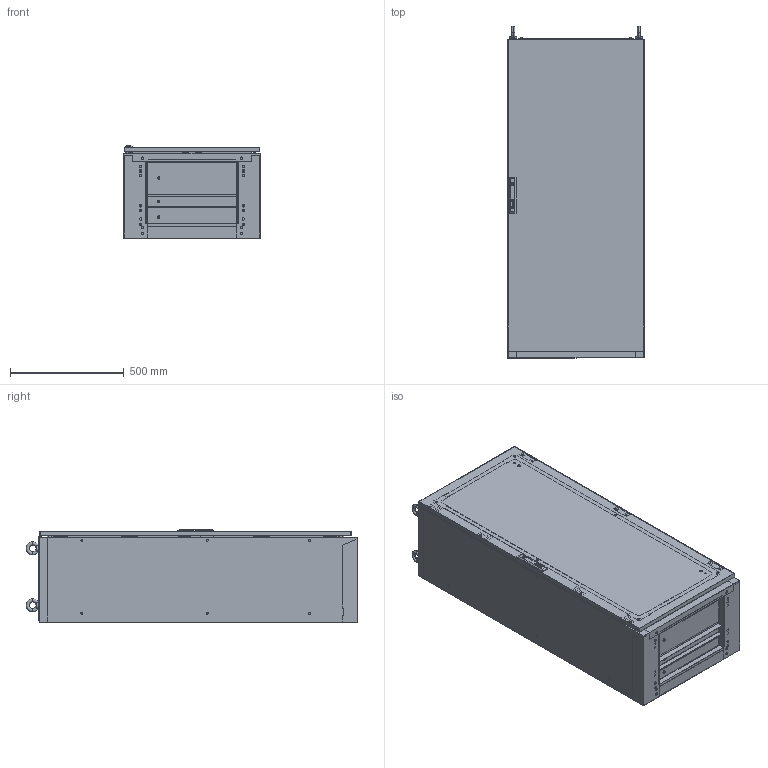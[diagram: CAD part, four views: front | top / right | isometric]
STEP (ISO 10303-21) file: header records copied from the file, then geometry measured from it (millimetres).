
FILE_DESCRIPTION (( 'STEP AP214' ), '1' );
FILE_NAME ('0390-6014-40-17.step', '2022-07-28T11:15:17', ( '' ), ( '' ), 'SwSTEP 2.0', 'SolidWorks 2019', '' );
FILE_SCHEMA (( 'AUTOMOTIVE_DESIGN' ));
Length unit declared in the file: millimetre
Products named in the file (14): MontageplatteZubehoer_s; arretierwinkel_li_s; Dachplatte_ss_0390-6000-40-07; 0390-6014-40-17; rasthalterung_re_s; arretierwinkel_re_s; Montageplatte_s_6014; TuerR_s_0395-6014-00-97; MontageplatteKPL_s_0348-6014-00-13; MPGleitschuh_s; Bodenplattensatz_s_0396-6000-40-03; Korpus_ss_6014-40; rasthalterung_li_s; 3080-9036-03-48 Schutzleiterschraube
Assembly tree (14 placements, depth 4):
  0390-6014-40-17
    Korpus_ss_6014-40
    TuerR_s_0395-6014-00-97
    Dachplatte_ss_0390-6000-40-07
    Bodenplattensatz_s_0396-6000-40-03
    MontageplatteKPL_s_0348-6014-00-13
      Montageplatte_s_6014
      MontageplatteZubehoer_s
        arretierwinkel_li_s
        arretierwinkel_re_s
        rasthalterung_li_s
        rasthalterung_re_s
        3080-9036-03-48 Schutzleiterschraube
        MPGleitschuh_s  x2
Bounding box: 600 x 1457.99 x 407.5 mm (x, y, z)
Volume: 9670597.9 mm3; surface area: 9796708.1 mm2
Topology: 61 solids, 61 shells, 4413 faces, 11543 edges, 7617 vertices
Faces by surface type: plane 2512, cylinder 1664, cone 201, torus 24, bspline 12
Entity records: 164379 total; most frequent: CARTESIAN_POINT 25701, DIRECTION 23553, ORIENTED_EDGE 22978, EDGE_CURVE 11489, AXIS2_PLACEMENT_3D 8003, VERTEX_POINT 7583, LINE 7547, VECTOR 7547
